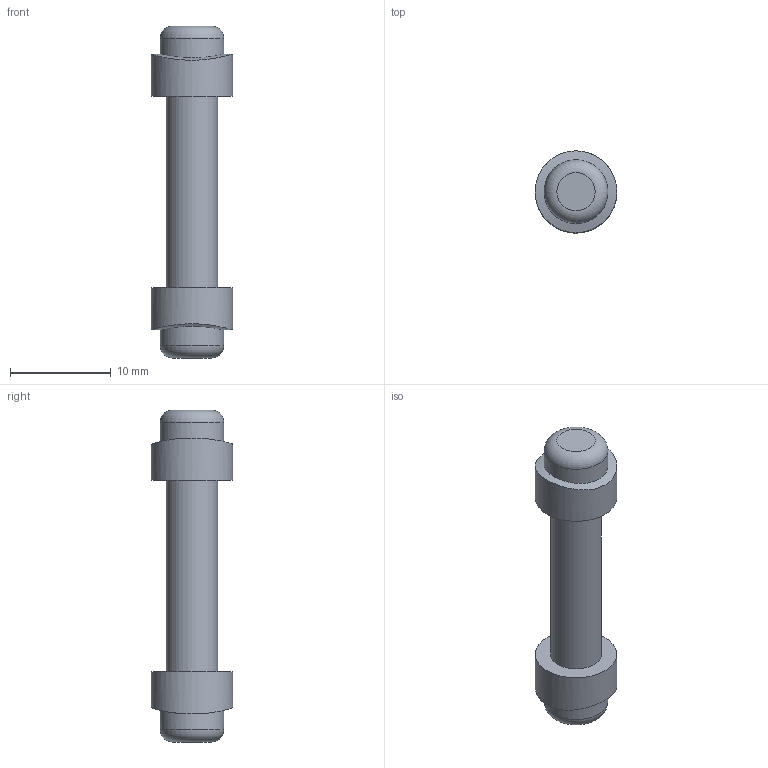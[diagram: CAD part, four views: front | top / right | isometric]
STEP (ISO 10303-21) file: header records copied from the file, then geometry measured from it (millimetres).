
FILE_DESCRIPTION(/* description */ (''),/* implementation_level */ '2;1');
FILE_NAME(/* name */ 'Whole_rod_test.step',/* time_stamp */ '2024-04-03T16:05:16-04:00',/* author */ (''),/* organization */ (''),/* preprocessor_version */ 'ST-DEVELOPER v20',/* originating_system */ 'Autodesk Translation Framework v12.20.1.177',/* authorisation */ '');
FILE_SCHEMA (('AUTOMOTIVE_DESIGN { 1 0 10303 214 3 1 1 }'));
Length unit declared in the file: inch
Products named in the file (1): (Unsaved)
Bounding box: 8.13 x 8.13 x 33.02 mm (x, y, z)
Volume: 973.5 mm3; surface area: 869.5 mm2
Topology: 2 solids, 2 shells, 16 faces, 27 edges, 19 vertices
Faces by surface type: cylinder 8, plane 6, torus 2
Full cylindrical faces by diameter (mm): 5.08 x2, 6.35 x2, 8.128 x2
Entity records: 549 total; most frequent: CARTESIAN_POINT 199, DIRECTION 66, ORIENTED_EDGE 54, AXIS2_PLACEMENT_3D 30, EDGE_CURVE 27, EDGE_LOOP 20, VERTEX_POINT 19, FACE_OUTER_BOUND 16
